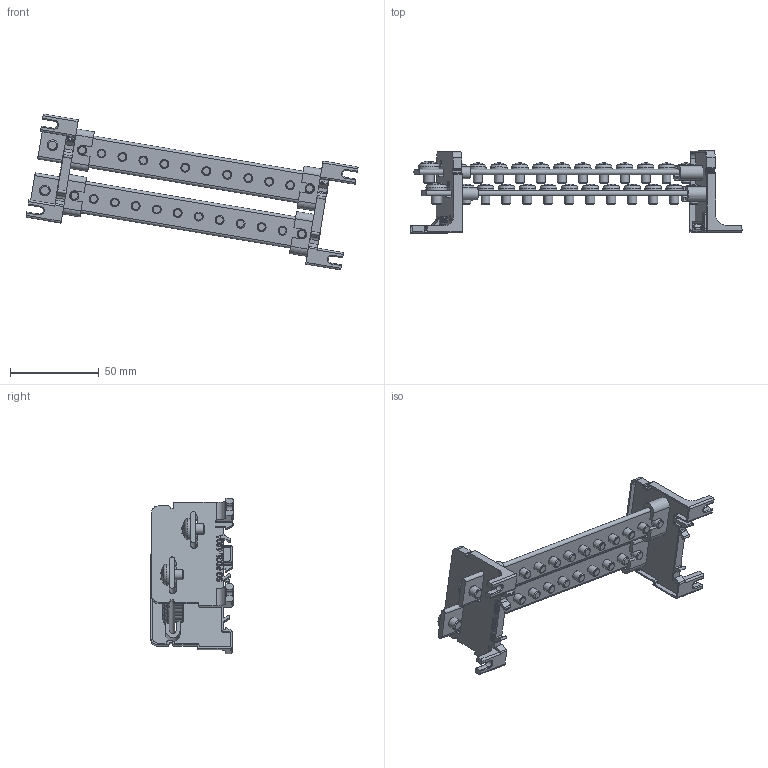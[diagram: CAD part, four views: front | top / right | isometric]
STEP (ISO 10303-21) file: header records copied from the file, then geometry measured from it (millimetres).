
FILE_DESCRIPTION(/* description */ (''),/* implementation_level */ '2;1');
FILE_NAME(/* name */ '',/* time_stamp */ '2025-10-29T14:59:17+09:00',/* author */ ('7890'),/* organization */ (''),/* preprocessor_version */ 'ST-DEVELOPER v20.1',/* originating_system */ 'Autodesk Inventor 2026',/* authorisation */ '');
FILE_SCHEMA (('AUTOMOTIVE_DESIGN { 1 0 10303 214 3 1 1 }'));
Length unit declared in the file: millimetre
Products named in the file (6): PD2L10-100A조립품 iam; PD2L10-100 L; PD2L1-100A R; SG-PD2L10-100A; ISO 7045 - M6 x 8 - 4.8 - H; ISO 7045 - M5 x 8 - 4.8 - H
Assembly tree (30 placements, depth 2):
  PD2L10-100A조립품 iam
    PD2L10-100 L
    PD2L1-100A R
    SG-PD2L10-100A  x2
    ISO 7045 - M5 x 8 - 4.8 - H  x24
    ISO 7045 - M6 x 8 - 4.8 - H  x2
Bounding box: 187.3 x 46.3 x 87.98 mm (x, y, z)
Volume: 41584.1 mm3; surface area: 42474.4 mm2
Topology: 30 solids, 30 shells, 1430 faces, 3881 edges, 2564 vertices
Faces by surface type: plane 593, cone 312, cylinder 229, torus 164, bspline 106, sphere 26
Full cylindrical faces by diameter (mm): 4.567 x24, 4.8 x24, 5 x24, 5.459 x2, 5.8 x2, 6 x2
Entity records: 22711 total; most frequent: CARTESIAN_POINT 5567, ORIENTED_EDGE 3720, DIRECTION 3190, EDGE_CURVE 1860, VERTEX_POINT 1234, LINE 1188, VECTOR 1188, AXIS2_PLACEMENT_3D 1001
